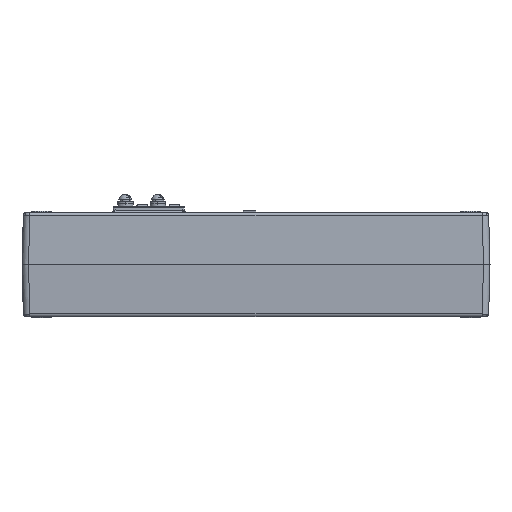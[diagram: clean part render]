
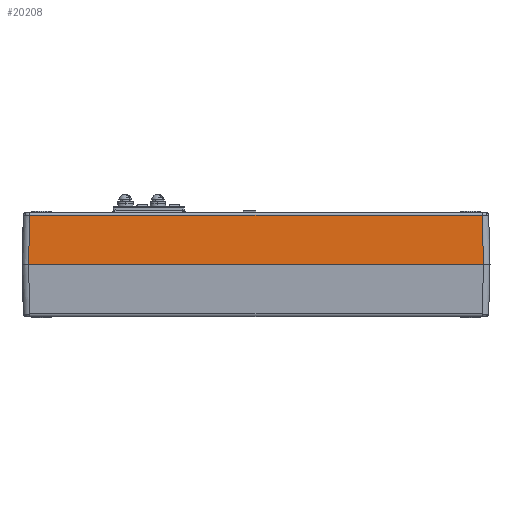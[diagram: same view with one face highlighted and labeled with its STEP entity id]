
A CAD part, left-side view. The second image highlights one B-rep face of the part: STEP entity #20208.
In plain terms, the highlighted planar face has unit normal (-1, 0, 0.026).
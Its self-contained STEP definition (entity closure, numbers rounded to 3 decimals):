
#1720 = AXIS2_PLACEMENT_3D ( 'NONE', #13919, #13940, #13941 ) ;
#3325 = CARTESIAN_POINT ( 'NONE',  ( -321.504, -194.005, 38.052 ) ) ;
#3376 = CARTESIAN_POINT ( 'NONE',  ( -322.5, -195.002, 0. ) ) ;
#3377 = CARTESIAN_POINT ( 'NONE',  ( -321.504, 154.005, 38.052 ) ) ;
#3378 = CARTESIAN_POINT ( 'NONE',  ( -322.5, 155.002, 0. ) ) ;
#10891 = FACE_OUTER_BOUND ( 'NONE', #16376, .T. ) ;
#12261 = EDGE_CURVE ( 'NONE', #18015, #18016, #24002, .T. ) ;
#12262 = EDGE_CURVE ( 'NONE', #17963, #18015, #24000, .T. ) ;
#12263 = EDGE_CURVE ( 'NONE', #18014, #17963, #24017, .T. ) ;
#12264 = EDGE_CURVE ( 'NONE', #18016, #18014, #24021, .T. ) ;
#13912 = PLANE ( 'NONE',  #1720 ) ;
#13919 = CARTESIAN_POINT ( 'NONE',  ( -322.5, 160., 0. ) ) ;
#13940 = DIRECTION ( 'NONE',  ( -1., 0., 0.026 ) ) ;
#13941 = DIRECTION ( 'NONE',  ( 0.026, 0., 1. ) ) ;
#16376 = EDGE_LOOP ( 'NONE', ( #22973, #22975, #22977, #22978 ) ) ;
#17963 = VERTEX_POINT ( 'NONE', #3325 ) ;
#18014 = VERTEX_POINT ( 'NONE', #3376 ) ;
#18015 = VERTEX_POINT ( 'NONE', #3377 ) ;
#18016 = VERTEX_POINT ( 'NONE', #3378 ) ;
#18515 = CARTESIAN_POINT ( 'NONE',  ( -322.503, 155.005, -0.131 ) ) ;
#18517 = CARTESIAN_POINT ( 'NONE',  ( -321.504, 153.954, 38.052 ) ) ;
#18518 = DIRECTION ( 'NONE',  ( -0.026, 0.026, -0.999 ) ) ;
#18520 = DIRECTION ( 'NONE',  ( 0., 1., 0. ) ) ;
#18521 = CARTESIAN_POINT ( 'NONE',  ( -322.257, -194.759, 9.283 ) ) ;
#18522 = DIRECTION ( 'NONE',  ( 0.026, 0.026, 0.999 ) ) ;
#18523 = CARTESIAN_POINT ( 'NONE',  ( -322.5, 160., 0. ) ) ;
#18524 = DIRECTION ( 'NONE',  ( 0., -1., 0. ) ) ;
#20208 = ADVANCED_FACE ( 'NONE', ( #10891 ), #13912, .T. ) ;
#22973 = ORIENTED_EDGE ( 'NONE', *, *, #12263, .T. ) ;
#22975 = ORIENTED_EDGE ( 'NONE', *, *, #12262, .T. ) ;
#22977 = ORIENTED_EDGE ( 'NONE', *, *, #12261, .T. ) ;
#22978 = ORIENTED_EDGE ( 'NONE', *, *, #12264, .T. ) ;
#24000 = LINE ( 'NONE', #18517, #24013 ) ;
#24002 = LINE ( 'NONE', #18515, #24008 ) ;
#24008 = VECTOR ( 'NONE', #18518, 1000. ) ;
#24013 = VECTOR ( 'NONE', #18520, 1000. ) ;
#24017 = LINE ( 'NONE', #18521, #24019 ) ;
#24019 = VECTOR ( 'NONE', #18522, 1000. ) ;
#24021 = LINE ( 'NONE', #18523, #24023 ) ;
#24023 = VECTOR ( 'NONE', #18524, 1000. ) ;
